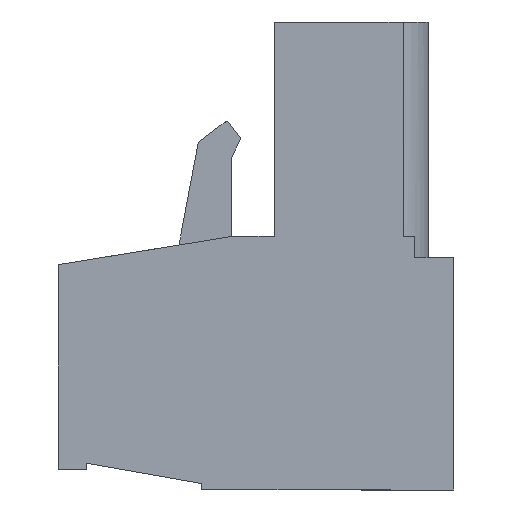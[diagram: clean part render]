
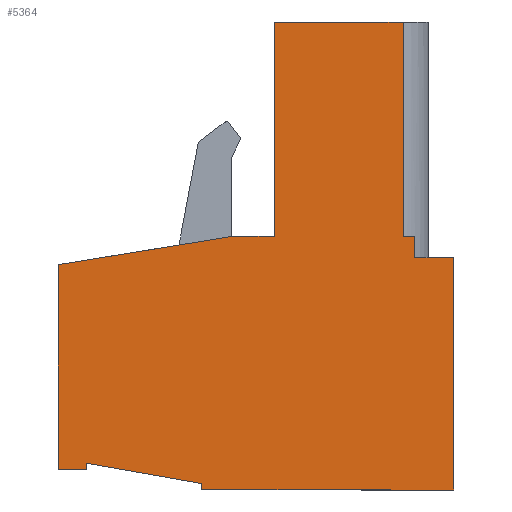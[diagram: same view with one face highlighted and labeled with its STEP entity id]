
A CAD part, left-side view. The second image highlights one B-rep face of the part: STEP entity #5364.
In plain terms, the highlighted planar face has unit normal (-1, 0, 0).
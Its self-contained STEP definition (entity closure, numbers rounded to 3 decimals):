
#18 = DIRECTION ( 'NONE',  ( 0., 1., 0. ) ) ;
#127 = CARTESIAN_POINT ( 'NONE',  ( 0., 6.96, 0.85 ) ) ;
#174 = VERTEX_POINT ( 'NONE', #127 ) ;
#288 = VERTEX_POINT ( 'NONE', #5626 ) ;
#397 = DIRECTION ( 'NONE',  ( 0., -1., 0. ) ) ;
#454 = EDGE_CURVE ( 'NONE', #1856, #6764, #3595, .T. ) ;
#507 = LINE ( 'NONE', #6512, #3573 ) ;
#538 = CARTESIAN_POINT ( 'NONE',  ( 0., 0., 0. ) ) ;
#592 = LINE ( 'NONE', #7259, #8412 ) ;
#639 = CARTESIAN_POINT ( 'NONE',  ( 0., 14.24, -7.96 ) ) ;
#669 = CARTESIAN_POINT ( 'NONE',  ( 0., 15.33, -8.2 ) ) ;
#800 = CARTESIAN_POINT ( 'NONE',  ( 0., 9.77, -8.75 ) ) ;
#828 = VECTOR ( 'NONE', #10912, 1000. ) ;
#837 = AXIS2_PLACEMENT_3D ( 'NONE', #877, #10098, #3978 ) ;
#877 = CARTESIAN_POINT ( 'NONE',  ( 0., 0., 0. ) ) ;
#1181 = VECTOR ( 'NONE', #7581, 1000. ) ;
#1242 = ORIENTED_EDGE ( 'NONE', *, *, #12920, .F. ) ;
#1314 = EDGE_CURVE ( 'NONE', #7772, #174, #1922, .T. ) ;
#1518 = DIRECTION ( 'NONE',  ( 0., 0., -1. ) ) ;
#1801 = LINE ( 'NONE', #538, #3882 ) ;
#1856 = VERTEX_POINT ( 'NONE', #669 ) ;
#1894 = ORIENTED_EDGE ( 'NONE', *, *, #2912, .F. ) ;
#1922 = LINE ( 'NONE', #13108, #9740 ) ;
#2104 = CARTESIAN_POINT ( 'NONE',  ( 0., 0., -9. ) ) ;
#2239 = VERTEX_POINT ( 'NONE', #4396 ) ;
#2271 = CARTESIAN_POINT ( 'NONE',  ( 0., 6.96, 0.85 ) ) ;
#2326 = CARTESIAN_POINT ( 'NONE',  ( 0., 0., 0. ) ) ;
#2334 = CARTESIAN_POINT ( 'NONE',  ( 0., 6.96, 9.15 ) ) ;
#2386 = VECTOR ( 'NONE', #4285, 1000. ) ;
#2418 = ORIENTED_EDGE ( 'NONE', *, *, #2892, .F. ) ;
#2548 = ORIENTED_EDGE ( 'NONE', *, *, #11978, .F. ) ;
#2744 = CARTESIAN_POINT ( 'NONE',  ( 0., 15.33, -0.26 ) ) ;
#2857 = EDGE_CURVE ( 'NONE', #3833, #1856, #6997, .T. ) ;
#2861 = VERTEX_POINT ( 'NONE', #2104 ) ;
#2892 = EDGE_CURVE ( 'NONE', #5880, #4739, #6343, .T. ) ;
#2912 = EDGE_CURVE ( 'NONE', #4739, #12419, #592, .T. ) ;
#2991 = EDGE_CURVE ( 'NONE', #174, #2239, #10525, .T. ) ;
#3004 = CARTESIAN_POINT ( 'NONE',  ( 0., 0., -9. ) ) ;
#3005 = CARTESIAN_POINT ( 'NONE',  ( 0., 15.33, -8.2 ) ) ;
#3573 = VECTOR ( 'NONE', #397, 1000. ) ;
#3595 = LINE ( 'NONE', #3005, #1181 ) ;
#3654 = VECTOR ( 'NONE', #11286, 1000. ) ;
#3833 = VERTEX_POINT ( 'NONE', #9883 ) ;
#3869 = LINE ( 'NONE', #2334, #6243 ) ;
#3882 = VECTOR ( 'NONE', #8707, 1000. ) ;
#3978 = DIRECTION ( 'NONE',  ( 0., 0., -1. ) ) ;
#4040 = LINE ( 'NONE', #3004, #12163 ) ;
#4130 = CARTESIAN_POINT ( 'NONE',  ( 0., 8.49, 0.85 ) ) ;
#4285 = DIRECTION ( 'NONE',  ( 0., 0., 1. ) ) ;
#4335 = DIRECTION ( 'NONE',  ( 0., -1., 0. ) ) ;
#4396 = CARTESIAN_POINT ( 'NONE',  ( 0., 6.96, 9.15 ) ) ;
#4491 = ORIENTED_EDGE ( 'NONE', *, *, #12220, .F. ) ;
#4564 = VECTOR ( 'NONE', #7051, 1000. ) ;
#4739 = VERTEX_POINT ( 'NONE', #800 ) ;
#4850 = VECTOR ( 'NONE', #1518, 1000. ) ;
#5336 = VERTEX_POINT ( 'NONE', #10054 ) ;
#5364 = ADVANCED_FACE ( 'NONE', ( #6124 ), #9048, .F. ) ;
#5617 = ORIENTED_EDGE ( 'NONE', *, *, #2857, .F. ) ;
#5626 = CARTESIAN_POINT ( 'NONE',  ( 0., 1.51, 0.85 ) ) ;
#5758 = ORIENTED_EDGE ( 'NONE', *, *, #6321, .F. ) ;
#5792 = CARTESIAN_POINT ( 'NONE',  ( 0., 1.96, 9.15 ) ) ;
#5880 = VERTEX_POINT ( 'NONE', #6794 ) ;
#6124 = FACE_OUTER_BOUND ( 'NONE', #13198, .T. ) ;
#6243 = VECTOR ( 'NONE', #4335, 1000. ) ;
#6261 = VECTOR ( 'NONE', #12893, 1000. ) ;
#6321 = EDGE_CURVE ( 'NONE', #13107, #2861, #1801, .T. ) ;
#6343 = LINE ( 'NONE', #9221, #3654 ) ;
#6512 = CARTESIAN_POINT ( 'NONE',  ( 0., 1.96, 0.85 ) ) ;
#6764 = VERTEX_POINT ( 'NONE', #10657 ) ;
#6794 = CARTESIAN_POINT ( 'NONE',  ( 0., 9.77, -9. ) ) ;
#6997 = LINE ( 'NONE', #10222, #11786 ) ;
#7027 = ORIENTED_EDGE ( 'NONE', *, *, #11258, .F. ) ;
#7051 = DIRECTION ( 'NONE',  ( 0., 0., -1. ) ) ;
#7259 = CARTESIAN_POINT ( 'NONE',  ( 0., 9.77, -8.75 ) ) ;
#7356 = CARTESIAN_POINT ( 'NONE',  ( 0., 1.51, 0. ) ) ;
#7375 = LINE ( 'NONE', #9057, #12487 ) ;
#7419 = ORIENTED_EDGE ( 'NONE', *, *, #454, .F. ) ;
#7581 = DIRECTION ( 'NONE',  ( 0., 0., 1. ) ) ;
#7772 = VERTEX_POINT ( 'NONE', #4130 ) ;
#8215 = LINE ( 'NONE', #10148, #4564 ) ;
#8277 = DIRECTION ( 'NONE',  ( 0., 0.985, 0.174 ) ) ;
#8379 = ORIENTED_EDGE ( 'NONE', *, *, #11361, .F. ) ;
#8412 = VECTOR ( 'NONE', #8277, 1000. ) ;
#8442 = DIRECTION ( 'NONE',  ( 0., -1., 0. ) ) ;
#8500 = ORIENTED_EDGE ( 'NONE', *, *, #8876, .F. ) ;
#8601 = ORIENTED_EDGE ( 'NONE', *, *, #1314, .F. ) ;
#8649 = LINE ( 'NONE', #2744, #828 ) ;
#8707 = DIRECTION ( 'NONE',  ( 0., 0., -1. ) ) ;
#8876 = EDGE_CURVE ( 'NONE', #9317, #5336, #8215, .T. ) ;
#9048 = PLANE ( 'NONE',  #837 ) ;
#9057 = CARTESIAN_POINT ( 'NONE',  ( 0., 1.51, 0. ) ) ;
#9159 = ORIENTED_EDGE ( 'NONE', *, *, #10742, .F. ) ;
#9221 = CARTESIAN_POINT ( 'NONE',  ( 0., 9.77, -9. ) ) ;
#9302 = LINE ( 'NONE', #9862, #6261 ) ;
#9317 = VERTEX_POINT ( 'NONE', #5792 ) ;
#9328 = ORIENTED_EDGE ( 'NONE', *, *, #2991, .F. ) ;
#9740 = VECTOR ( 'NONE', #8442, 1000. ) ;
#9862 = CARTESIAN_POINT ( 'NONE',  ( 0., 14.24, -7.96 ) ) ;
#9883 = CARTESIAN_POINT ( 'NONE',  ( 0., 14.24, -8.2 ) ) ;
#10054 = CARTESIAN_POINT ( 'NONE',  ( 0., 1.96, 0.85 ) ) ;
#10098 = DIRECTION ( 'NONE',  ( 1., 0., 0. ) ) ;
#10107 = DIRECTION ( 'NONE',  ( 0., -1., 0. ) ) ;
#10148 = CARTESIAN_POINT ( 'NONE',  ( 0., 1.96, 9.15 ) ) ;
#10222 = CARTESIAN_POINT ( 'NONE',  ( 0., 14.24, -8.2 ) ) ;
#10525 = LINE ( 'NONE', #2271, #2386 ) ;
#10615 = LINE ( 'NONE', #10684, #4850 ) ;
#10657 = CARTESIAN_POINT ( 'NONE',  ( 0., 15.33, -0.26 ) ) ;
#10684 = CARTESIAN_POINT ( 'NONE',  ( 0., 1.51, 0.85 ) ) ;
#10742 = EDGE_CURVE ( 'NONE', #5336, #288, #507, .T. ) ;
#10912 = DIRECTION ( 'NONE',  ( 0., -0.987, 0.16 ) ) ;
#11258 = EDGE_CURVE ( 'NONE', #288, #12177, #10615, .T. ) ;
#11261 = ORIENTED_EDGE ( 'NONE', *, *, #12749, .F. ) ;
#11286 = DIRECTION ( 'NONE',  ( 0., 0., 1. ) ) ;
#11361 = EDGE_CURVE ( 'NONE', #12419, #3833, #9302, .T. ) ;
#11786 = VECTOR ( 'NONE', #18, 1000. ) ;
#11978 = EDGE_CURVE ( 'NONE', #12177, #13107, #7375, .T. ) ;
#12163 = VECTOR ( 'NONE', #13213, 1000. ) ;
#12177 = VERTEX_POINT ( 'NONE', #7356 ) ;
#12220 = EDGE_CURVE ( 'NONE', #2239, #9317, #3869, .T. ) ;
#12419 = VERTEX_POINT ( 'NONE', #639 ) ;
#12487 = VECTOR ( 'NONE', #10107, 1000. ) ;
#12749 = EDGE_CURVE ( 'NONE', #6764, #7772, #8649, .T. ) ;
#12893 = DIRECTION ( 'NONE',  ( 0., 0., -1. ) ) ;
#12920 = EDGE_CURVE ( 'NONE', #2861, #5880, #4040, .T. ) ;
#13107 = VERTEX_POINT ( 'NONE', #2326 ) ;
#13108 = CARTESIAN_POINT ( 'NONE',  ( 0., 8.49, 0.85 ) ) ;
#13198 = EDGE_LOOP ( 'NONE', ( #2548, #7027, #9159, #8500, #4491, #9328, #8601, #11261, #7419, #5617, #8379, #1894, #2418, #1242, #5758 ) ) ;
#13213 = DIRECTION ( 'NONE',  ( 0., 1., 0. ) ) ;
